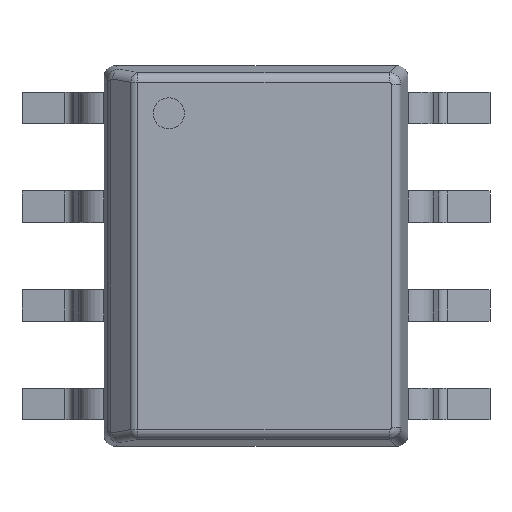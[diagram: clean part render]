
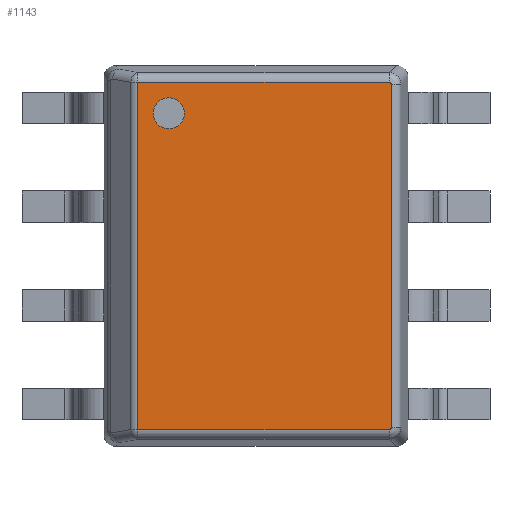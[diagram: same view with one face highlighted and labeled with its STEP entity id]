
A CAD part, top view. The second image highlights one B-rep face of the part: STEP entity #1143.
In plain terms, the highlighted face is planar.
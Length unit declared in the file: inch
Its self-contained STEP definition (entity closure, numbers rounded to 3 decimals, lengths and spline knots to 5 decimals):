
#109=LINE('',#2162,#205);
#123=LINE('',#2413,#219);
#124=LINE('',#2519,#220);
#125=LINE('',#2520,#221);
#205=VECTOR('',#1493,0.1274);
#219=VECTOR('',#1553,0.174);
#220=VECTOR('',#1560,0.1274);
#221=VECTOR('',#1561,0.17597);
#327=FACE_OUTER_BOUND('',#399,.T.);
#399=EDGE_LOOP('',(#912,#913,#914,#915,#916,#917));
#443=ELLIPSE('',#1256,0.00103,0.001);
#448=ELLIPSE('',#1282,0.00103,0.001);
#542=VERTEX_POINT('',#2155);
#543=VERTEX_POINT('',#2157);
#544=VERTEX_POINT('',#2161);
#558=VERTEX_POINT('',#2411);
#559=VERTEX_POINT('',#2514);
#560=VERTEX_POINT('',#2518);
#660=EDGE_CURVE('',#543,#542,#443,.T.);
#661=EDGE_CURVE('',#544,#542,#109,.T.);
#689=EDGE_CURVE('',#543,#558,#123,.T.);
#691=EDGE_CURVE('',#559,#558,#448,.T.);
#692=EDGE_CURVE('',#559,#560,#124,.T.);
#693=EDGE_CURVE('',#544,#560,#125,.T.);
#912=ORIENTED_EDGE('',*,*,#691,.F.);
#913=ORIENTED_EDGE('',*,*,#692,.T.);
#914=ORIENTED_EDGE('',*,*,#693,.F.);
#915=ORIENTED_EDGE('',*,*,#661,.T.);
#916=ORIENTED_EDGE('',*,*,#660,.F.);
#917=ORIENTED_EDGE('',*,*,#689,.T.);
#1087=PLANE('',#1283);
#1143=ADVANCED_FACE('',(#327),#1087,.T.);
#1256=AXIS2_PLACEMENT_3D('',#2159,#1489,#1490);
#1282=AXIS2_PLACEMENT_3D('',#2516,#1556,#1557);
#1283=AXIS2_PLACEMENT_3D('',#2517,#1558,#1559);
#1489=DIRECTION('center_axis',(0.,-1.,0.));
#1490=DIRECTION('ref_axis',(0.707,0.,-0.707));
#1493=DIRECTION('',(0.,0.,1.));
#1553=DIRECTION('',(1.,0.,0.));
#1556=DIRECTION('center_axis',(0.,-1.,0.));
#1557=DIRECTION('ref_axis',(-0.707,0.,-0.707));
#1558=DIRECTION('center_axis',(0.,1.,0.));
#1559=DIRECTION('ref_axis',(1.,0.,0.));
#1560=DIRECTION('',(0.,0.,-1.));
#1561=DIRECTION('',(1.,0.,0.));
#2155=CARTESIAN_POINT('',(-0.08798,0.0245,0.0675));
#2157=CARTESIAN_POINT('',(-0.087,0.0245,0.06848));
#2159=CARTESIAN_POINT('Origin',(-0.08697,0.0245,0.06747));
#2161=CARTESIAN_POINT('',(-0.08798,0.0245,-0.0599));
#2162=CARTESIAN_POINT('',(-0.08798,0.0245,-0.0599));
#2411=CARTESIAN_POINT('',(0.087,0.0245,0.06848));
#2413=CARTESIAN_POINT('',(-0.087,0.0245,0.06848));
#2514=CARTESIAN_POINT('',(0.08798,0.0245,0.0675));
#2516=CARTESIAN_POINT('Origin',(0.08697,0.0245,0.06747));
#2517=CARTESIAN_POINT('Origin',(0.,0.0245,0.));
#2518=CARTESIAN_POINT('',(0.08798,0.0245,-0.0599));
#2519=CARTESIAN_POINT('',(0.08798,0.0245,0.0675));
#2520=CARTESIAN_POINT('',(-0.08798,0.0245,-0.0599));
